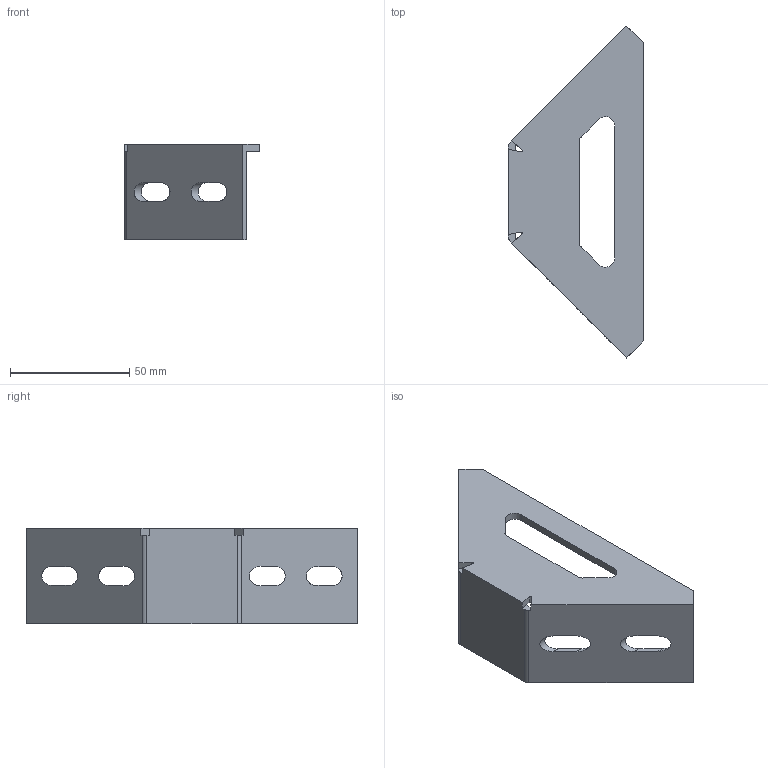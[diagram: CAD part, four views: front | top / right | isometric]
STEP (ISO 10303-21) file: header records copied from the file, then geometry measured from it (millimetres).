
FILE_DESCRIPTION (( 'STEP AP214' ), '1' );
FILE_NAME ('AL-5107.40.STEP', '2019-10-22T08:55:58', ( '' ), ( '' ), 'SwSTEP 2.0', 'SolidWorks 2018', '' );
FILE_SCHEMA (( 'AUTOMOTIVE_DESIGN' ));
Length unit declared in the file: millimetre
Products named in the file (1): AL-5107.40
Bounding box: 56.62 x 138.9 x 40 mm (x, y, z)
Volume: 27283 mm3; surface area: 23027.4 mm2
Topology: 1 solids, 1 shells, 55 faces, 166 edges, 109 vertices
Faces by surface type: plane 31, cylinder 24
Entity records: 1906 total; most frequent: CARTESIAN_POINT 403, ORIENTED_EDGE 332, DIRECTION 278, EDGE_CURVE 166, VECTOR 118, LINE 118, VERTEX_POINT 109, AXIS2_PLACEMENT_3D 80
